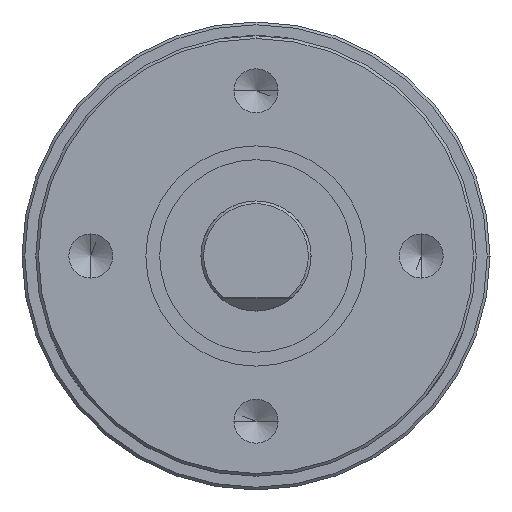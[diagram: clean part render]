
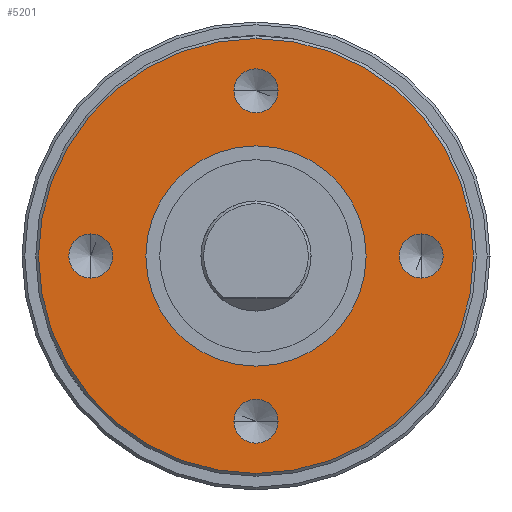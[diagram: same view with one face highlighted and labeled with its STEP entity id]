
A CAD part, left-side view. The second image highlights one B-rep face of the part: STEP entity #5201.
In plain terms, the highlighted planar face has unit normal (-1, 0, 0).
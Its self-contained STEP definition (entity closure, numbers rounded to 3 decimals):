
#981=CARTESIAN_POINT('',(-19.6,0.,0.));
#982=DIRECTION('',(-1.,0.,0.));
#983=DIRECTION('',(0.,0.,-1.));
#984=AXIS2_PLACEMENT_3D('',#981,#982,#983);
#986=CARTESIAN_POINT('',(-19.6,0.,0.));
#987=DIRECTION('',(-1.,0.,0.));
#988=DIRECTION('',(0.,0.,1.));
#989=AXIS2_PLACEMENT_3D('',#986,#987,#988);
#991=CARTESIAN_POINT('',(-19.6,-6.,0.));
#992=DIRECTION('',(-1.,0.,0.));
#993=DIRECTION('',(0.,0.,-1.));
#994=AXIS2_PLACEMENT_3D('',#991,#992,#993);
#996=CARTESIAN_POINT('',(-19.6,-6.,0.));
#997=DIRECTION('',(-1.,0.,0.));
#998=DIRECTION('',(0.,0.,1.));
#999=AXIS2_PLACEMENT_3D('',#996,#997,#998);
#1001=CARTESIAN_POINT('',(-19.6,0.,-6.));
#1002=DIRECTION('',(-1.,0.,0.));
#1003=DIRECTION('',(0.,1.,0.));
#1004=AXIS2_PLACEMENT_3D('',#1001,#1002,#1003);
#1006=CARTESIAN_POINT('',(-19.6,0.,-6.));
#1007=DIRECTION('',(-1.,0.,0.));
#1008=DIRECTION('',(0.,-1.,0.));
#1009=AXIS2_PLACEMENT_3D('',#1006,#1007,#1008);
#1011=CARTESIAN_POINT('',(-19.6,6.,0.));
#1012=DIRECTION('',(-1.,0.,0.));
#1013=DIRECTION('',(0.,0.,1.));
#1014=AXIS2_PLACEMENT_3D('',#1011,#1012,#1013);
#1016=CARTESIAN_POINT('',(-19.6,6.,0.));
#1017=DIRECTION('',(-1.,0.,0.));
#1018=DIRECTION('',(0.,0.,-1.));
#1019=AXIS2_PLACEMENT_3D('',#1016,#1017,#1018);
#1021=CARTESIAN_POINT('',(-19.6,0.,6.));
#1022=DIRECTION('',(-1.,0.,0.));
#1023=DIRECTION('',(0.,-1.,0.));
#1024=AXIS2_PLACEMENT_3D('',#1021,#1022,#1023);
#1026=CARTESIAN_POINT('',(-19.6,0.,6.));
#1027=DIRECTION('',(-1.,0.,0.));
#1028=DIRECTION('',(0.,1.,0.));
#1029=AXIS2_PLACEMENT_3D('',#1026,#1027,#1028);
#1043=CARTESIAN_POINT('',(-19.6,0.,0.));
#1044=DIRECTION('',(-1.,0.,0.));
#1045=DIRECTION('',(0.,0.,-1.));
#1046=AXIS2_PLACEMENT_3D('',#1043,#1044,#1045);
#1048=CARTESIAN_POINT('',(-19.6,0.,0.));
#1049=DIRECTION('',(1.,0.,0.));
#1050=DIRECTION('',(0.,0.,-1.));
#1051=AXIS2_PLACEMENT_3D('',#1048,#1049,#1050);
#3756=CARTESIAN_POINT('',(-19.6,0.,-4.));
#3758=VERTEX_POINT('',#3756);
#3764=CARTESIAN_POINT('',(-19.6,0.,4.));
#3766=VERTEX_POINT('',#3764);
#3784=CARTESIAN_POINT('',(-19.6,-6.,-0.8));
#3785=CARTESIAN_POINT('',(-19.6,-6.,0.8));
#3786=VERTEX_POINT('',#3784);
#3787=VERTEX_POINT('',#3785);
#3794=CARTESIAN_POINT('',(-19.6,0.8,-6.));
#3795=CARTESIAN_POINT('',(-19.6,-0.8,-6.));
#3796=VERTEX_POINT('',#3794);
#3797=VERTEX_POINT('',#3795);
#3804=CARTESIAN_POINT('',(-19.6,6.,0.8));
#3805=CARTESIAN_POINT('',(-19.6,6.,-0.8));
#3806=VERTEX_POINT('',#3804);
#3807=VERTEX_POINT('',#3805);
#3814=CARTESIAN_POINT('',(-19.6,-0.8,6.));
#3815=CARTESIAN_POINT('',(-19.6,0.8,6.));
#3816=VERTEX_POINT('',#3814);
#3817=VERTEX_POINT('',#3815);
#3842=CARTESIAN_POINT('',(-19.6,0.,-7.9));
#3843=CARTESIAN_POINT('',(-19.6,0.,7.9));
#3844=VERTEX_POINT('',#3842);
#3845=VERTEX_POINT('',#3843);
#5161=CARTESIAN_POINT('',(-19.6,0.,0.));
#5162=DIRECTION('',(1.,0.,0.));
#5163=DIRECTION('',(0.,0.,1.));
#5164=AXIS2_PLACEMENT_3D('',#5161,#5162,#5163);
#5165=PLANE('',#5164);
#5166=ORIENTED_EDGE('',*,*,#5151,.F.);
#5168=ORIENTED_EDGE('',*,*,#5167,.F.);
#5169=EDGE_LOOP('',(#5166,#5168));
#5170=FACE_OUTER_BOUND('',#5169,.F.);
#5172=ORIENTED_EDGE('',*,*,#5171,.T.);
#5174=ORIENTED_EDGE('',*,*,#5173,.F.);
#5175=EDGE_LOOP('',(#5172,#5174));
#5176=FACE_BOUND('',#5175,.F.);
#5178=ORIENTED_EDGE('',*,*,#5177,.T.);
#5180=ORIENTED_EDGE('',*,*,#5179,.T.);
#5181=EDGE_LOOP('',(#5178,#5180));
#5182=FACE_BOUND('',#5181,.F.);
#5184=ORIENTED_EDGE('',*,*,#5183,.T.);
#5186=ORIENTED_EDGE('',*,*,#5185,.T.);
#5187=EDGE_LOOP('',(#5184,#5186));
#5188=FACE_BOUND('',#5187,.F.);
#5190=ORIENTED_EDGE('',*,*,#5189,.T.);
#5192=ORIENTED_EDGE('',*,*,#5191,.T.);
#5193=EDGE_LOOP('',(#5190,#5192));
#5194=FACE_BOUND('',#5193,.F.);
#5196=ORIENTED_EDGE('',*,*,#5195,.T.);
#5198=ORIENTED_EDGE('',*,*,#5197,.T.);
#5199=EDGE_LOOP('',(#5196,#5198));
#5200=FACE_BOUND('',#5199,.F.);
#5201=ADVANCED_FACE('',(#5170,#5176,#5182,#5188,#5194,#5200),#5165,.F.);
#985=CIRCLE('',#984,7.9);
#990=CIRCLE('',#989,7.9);
#995=CIRCLE('',#994,0.8);
#1000=CIRCLE('',#999,0.8);
#1005=CIRCLE('',#1004,0.8);
#1010=CIRCLE('',#1009,0.8);
#1015=CIRCLE('',#1014,0.8);
#1020=CIRCLE('',#1019,0.8);
#1025=CIRCLE('',#1024,0.8);
#1030=CIRCLE('',#1029,0.8);
#1047=CIRCLE('',#1046,4.);
#1052=CIRCLE('',#1051,4.);
#5151=EDGE_CURVE('',#3844,#3845,#985,.T.);
#5167=EDGE_CURVE('',#3845,#3844,#990,.T.);
#5171=EDGE_CURVE('',#3758,#3766,#1047,.T.);
#5173=EDGE_CURVE('',#3758,#3766,#1052,.T.);
#5177=EDGE_CURVE('',#3786,#3787,#995,.T.);
#5179=EDGE_CURVE('',#3787,#3786,#1000,.T.);
#5183=EDGE_CURVE('',#3796,#3797,#1005,.T.);
#5185=EDGE_CURVE('',#3797,#3796,#1010,.T.);
#5189=EDGE_CURVE('',#3806,#3807,#1015,.T.);
#5191=EDGE_CURVE('',#3807,#3806,#1020,.T.);
#5195=EDGE_CURVE('',#3816,#3817,#1025,.T.);
#5197=EDGE_CURVE('',#3817,#3816,#1030,.T.);
